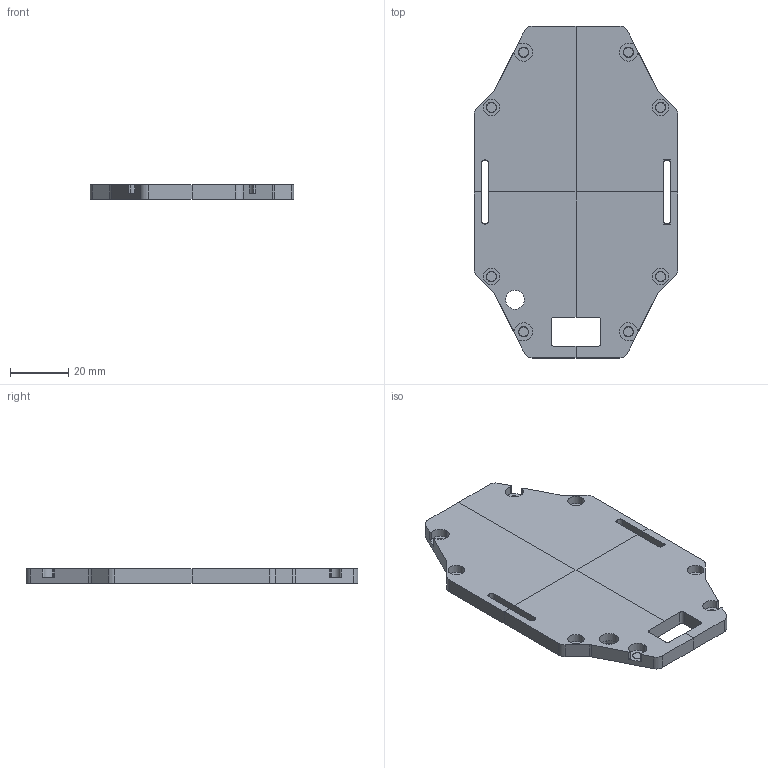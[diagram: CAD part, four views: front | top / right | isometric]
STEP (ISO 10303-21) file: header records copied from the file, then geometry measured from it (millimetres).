
FILE_DESCRIPTION(('FreeCAD Model'),'2;1');
FILE_NAME('Open CASCADE Shape Model','2025-10-03T20:53:28',(''),(''), 'Open CASCADE STEP processor 7.9','FreeCAD','Unknown');
FILE_SCHEMA(('AUTOMOTIVE_DESIGN { 1 0 10303 214 1 1 1 1 }'));
Length unit declared in the file: millimetre
Products named in the file (1): Top
Bounding box: 69.91 x 114 x 5 mm (x, y, z)
Volume: 31394.5 mm3; surface area: 15825.3 mm2
Topology: 1 solids, 1 shells, 142 faces, 347 edges, 230 vertices
Faces by surface type: plane 91, cylinder 49, bspline 2
Full cylindrical faces by diameter (mm): 3.3 x8, 5.6 x4, 6.5 x1
Entity records: 9296 total; most frequent: CARTESIAN_POINT 2199, DIRECTION 1357, LINE 777, VECTOR 777, ORIENTED_EDGE 694, PCURVE 694, DEFINITIONAL_REPRESENTATION 694, EDGE_CURVE 347
